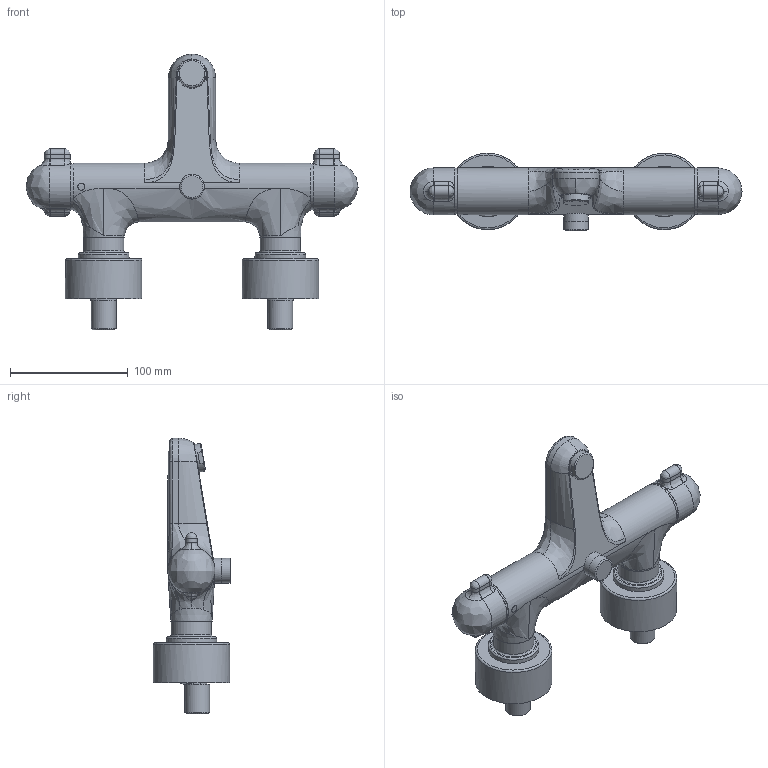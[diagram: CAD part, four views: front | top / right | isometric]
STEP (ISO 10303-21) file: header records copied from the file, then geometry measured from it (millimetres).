
FILE_DESCRIPTION (( 'STEP AP203' ), '1' );
FILE_NAME ('58101201.STEP', '2017-12-22T10:13:13', ( '' ), ( '' ), 'SwSTEP 2.0', 'SolidWorks 2016', '' );
FILE_SCHEMA (( 'CONFIG_CONTROL_DESIGN' ));
Length unit declared in the file: millimetre
Products named in the file (1): 58101201
Bounding box: 281.99 x 66 x 234.05 mm (x, y, z)
Volume: 773434.9 mm3; surface area: 104466.3 mm2
Topology: 1 solids, 1 shells, 187 faces, 442 edges, 262 vertices
Faces by surface type: bspline 91, plane 46, cylinder 40, cone 10
Full cylindrical faces by diameter (mm): 7 x2, 8 x2, 20.955 x1, 21 x3, 24 x1, 26.44 x2, 34.35 x2, 39 x2, 43 x4, 50 x2, 65 x2
Entity records: 13615 total; most frequent: CARTESIAN_POINT 10262, ORIENTED_EDGE 732, DIRECTION 477, EDGE_CURVE 366, EDGE_LOOP 245, VERTEX_POINT 239, FACE_OUTER_BOUND 218, AXIS2_PLACEMENT_3D 198
